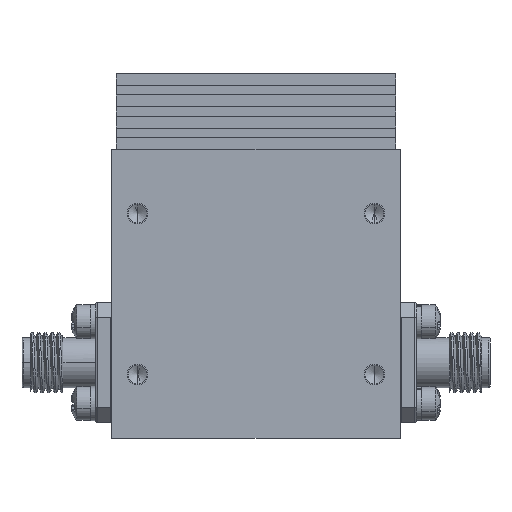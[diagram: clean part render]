
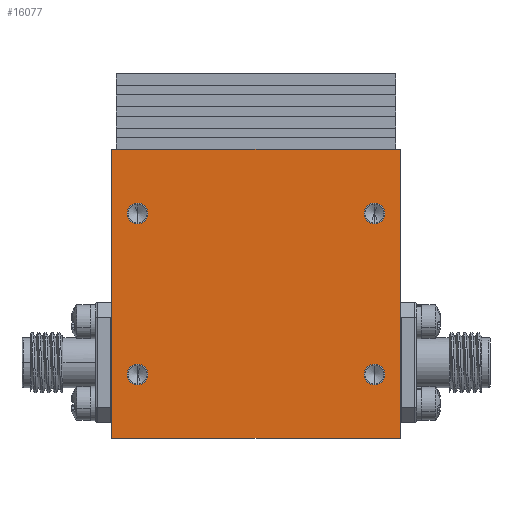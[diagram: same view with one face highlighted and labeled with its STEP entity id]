
A CAD part, front view. The second image highlights one B-rep face of the part: STEP entity #16077.
In plain terms, the highlighted planar face has unit normal (0, -1, 0).
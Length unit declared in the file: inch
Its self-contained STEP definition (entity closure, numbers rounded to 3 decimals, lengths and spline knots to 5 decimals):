
#101 = CIRCLE ( 'NONE', #24702, 0.043 ) ;
#963 = ORIENTED_EDGE ( 'NONE', *, *, #19880, .F. ) ;
#1012 = CIRCLE ( 'NONE', #11380, 0.043 ) ;
#1210 = DIRECTION ( 'NONE',  ( 0., 0., -1. ) ) ;
#1211 = DIRECTION ( 'NONE',  ( 0., 0., -1. ) ) ;
#1800 = EDGE_CURVE ( 'NONE', #24501, #13708, #20511, .T. ) ;
#1931 = CARTESIAN_POINT ( 'NONE',  ( 0.038, -0.21919, -0.20972 ) ) ;
#2095 = DIRECTION ( 'NONE',  ( 0., 0., -1. ) ) ;
#2404 = EDGE_CURVE ( 'NONE', #23191, #12776, #14995, .T. ) ;
#2491 = DIRECTION ( 'NONE',  ( 0., -1., 0. ) ) ;
#2559 = DIRECTION ( 'NONE',  ( 0., 0., -1. ) ) ;
#2899 = DIRECTION ( 'NONE',  ( 0., 0., -1. ) ) ;
#3082 = ORIENTED_EDGE ( 'NONE', *, *, #24598, .F. ) ;
#3339 = CARTESIAN_POINT ( 'NONE',  ( -1.05452, -0.21919, -1.14476 ) ) ;
#3928 = LINE ( 'NONE', #17108, #9145 ) ;
#4250 = EDGE_LOOP ( 'NONE', ( #3082, #28986, #5254, #19235 ) ) ;
#4286 = DIRECTION ( 'NONE',  ( 0., 0., -1. ) ) ;
#4729 = DIRECTION ( 'NONE',  ( 0., 0., -1. ) ) ;
#4963 = ORIENTED_EDGE ( 'NONE', *, *, #1800, .F. ) ;
#5005 = CARTESIAN_POINT ( 'NONE',  ( -1.05452, -0.21919, 0.05603 ) ) ;
#5026 = VECTOR ( 'NONE', #19415, 39.37008 ) ;
#5139 = EDGE_CURVE ( 'NONE', #12776, #23191, #1012, .T. ) ;
#5254 = ORIENTED_EDGE ( 'NONE', *, *, #17555, .F. ) ;
#5297 = FACE_BOUND ( 'NONE', #20063, .T. ) ;
#5375 = VERTEX_POINT ( 'NONE', #8236 ) ;
#5434 = ORIENTED_EDGE ( 'NONE', *, *, #2404, .F. ) ;
#5654 = FACE_BOUND ( 'NONE', #28658, .T. ) ;
#6170 = CARTESIAN_POINT ( 'NONE',  ( 0.038, -0.21919, -0.20972 ) ) ;
#6226 = CARTESIAN_POINT ( 'NONE',  ( 0.14626, -0.21919, -1.14476 ) ) ;
#6638 = VERTEX_POINT ( 'NONE', #6226 ) ;
#8024 = DIRECTION ( 'NONE',  ( 0., -1., 0. ) ) ;
#8236 = CARTESIAN_POINT ( 'NONE',  ( -0.94626, -0.21919, -0.92201 ) ) ;
#8578 = DIRECTION ( 'NONE',  ( 1., 0., 0. ) ) ;
#8788 = CIRCLE ( 'NONE', #22434, 0.043 ) ;
#9145 = VECTOR ( 'NONE', #27552, 39.37008 ) ;
#9781 = VERTEX_POINT ( 'NONE', #23759 ) ;
#9808 = CIRCLE ( 'NONE', #13635, 0.043 ) ;
#10155 = CARTESIAN_POINT ( 'NONE',  ( -0.94626, -0.21919, -0.16672 ) ) ;
#11127 = CARTESIAN_POINT ( 'NONE',  ( -0.94626, -0.21919, -0.25272 ) ) ;
#11266 = LINE ( 'NONE', #28904, #32064 ) ;
#11329 = ORIENTED_EDGE ( 'NONE', *, *, #31848, .F. ) ;
#11380 = AXIS2_PLACEMENT_3D ( 'NONE', #1931, #12365, #2095 ) ;
#11460 = CARTESIAN_POINT ( 'NONE',  ( -0.94626, -0.21919, -0.20972 ) ) ;
#12365 = DIRECTION ( 'NONE',  ( 0., -1., 0. ) ) ;
#12676 = CARTESIAN_POINT ( 'NONE',  ( -0.94626, -0.21919, -0.20972 ) ) ;
#12776 = VERTEX_POINT ( 'NONE', #22658 ) ;
#12948 = ORIENTED_EDGE ( 'NONE', *, *, #21039, .F. ) ;
#13307 = VERTEX_POINT ( 'NONE', #5005 ) ;
#13342 = FACE_BOUND ( 'NONE', #29368, .T. ) ;
#13635 = AXIS2_PLACEMENT_3D ( 'NONE', #25502, #18298, #2899 ) ;
#13689 = DIRECTION ( 'NONE',  ( 0., -1., 0. ) ) ;
#13708 = VERTEX_POINT ( 'NONE', #19679 ) ;
#14045 = LINE ( 'NONE', #32358, #25074 ) ;
#14702 = DIRECTION ( 'NONE',  ( 0., 0., -1. ) ) ;
#14818 = AXIS2_PLACEMENT_3D ( 'NONE', #31465, #8024, #18453 ) ;
#14995 = CIRCLE ( 'NONE', #18808, 0.043 ) ;
#15510 = ORIENTED_EDGE ( 'NONE', *, *, #27942, .F. ) ;
#15719 = FACE_OUTER_BOUND ( 'NONE', #4250, .T. ) ;
#16077 = ADVANCED_FACE ( 'NONE', ( #5297, #5654, #29270, #13342, #15719 ), #26522, .T. ) ;
#16409 = ORIENTED_EDGE ( 'NONE', *, *, #5139, .F. ) ;
#16683 = CARTESIAN_POINT ( 'NONE',  ( -1.05452, -0.21919, -1.14476 ) ) ;
#16939 = DIRECTION ( 'NONE',  ( 0., -1., 0. ) ) ;
#17108 = CARTESIAN_POINT ( 'NONE',  ( 0.14626, -0.21919, 0.05603 ) ) ;
#17272 = DIRECTION ( 'NONE',  ( 0., -1., 0. ) ) ;
#17555 = EDGE_CURVE ( 'NONE', #9781, #6638, #3928, .T. ) ;
#18133 = CARTESIAN_POINT ( 'NONE',  ( 0.038, -0.21919, -0.16672 ) ) ;
#18298 = DIRECTION ( 'NONE',  ( 0., -1., 0. ) ) ;
#18453 = DIRECTION ( 'NONE',  ( 0., 0., -1. ) ) ;
#18808 = AXIS2_PLACEMENT_3D ( 'NONE', #6170, #29619, #1211 ) ;
#18976 = CARTESIAN_POINT ( 'NONE',  ( -1.05452, -0.21919, 0.05603 ) ) ;
#19051 = AXIS2_PLACEMENT_3D ( 'NONE', #27388, #17272, #1210 ) ;
#19188 = CIRCLE ( 'NONE', #14818, 0.043 ) ;
#19235 = ORIENTED_EDGE ( 'NONE', *, *, #26008, .F. ) ;
#19415 = DIRECTION ( 'NONE',  ( -1., 0., 0. ) ) ;
#19679 = CARTESIAN_POINT ( 'NONE',  ( 0.038, -0.21919, -0.83601 ) ) ;
#19880 = EDGE_CURVE ( 'NONE', #13708, #24501, #9808, .T. ) ;
#20063 = EDGE_LOOP ( 'NONE', ( #12948, #11329 ) ) ;
#20511 = CIRCLE ( 'NONE', #29255, 0.043 ) ;
#21039 = EDGE_CURVE ( 'NONE', #27939, #25774, #8788, .T. ) ;
#21237 = EDGE_CURVE ( 'NONE', #5375, #33561, #19188, .T. ) ;
#22434 = AXIS2_PLACEMENT_3D ( 'NONE', #12676, #27736, #4286 ) ;
#22658 = CARTESIAN_POINT ( 'NONE',  ( 0.038, -0.21919, -0.25272 ) ) ;
#23191 = VERTEX_POINT ( 'NONE', #18133 ) ;
#23759 = CARTESIAN_POINT ( 'NONE',  ( 0.14626, -0.21919, 0.05603 ) ) ;
#23888 = CARTESIAN_POINT ( 'NONE',  ( -0.94626, -0.21919, -0.83601 ) ) ;
#24501 = VERTEX_POINT ( 'NONE', #33708 ) ;
#24598 = EDGE_CURVE ( 'NONE', #28795, #13307, #11266, .T. ) ;
#24702 = AXIS2_PLACEMENT_3D ( 'NONE', #11460, #16939, #14702 ) ;
#25074 = VECTOR ( 'NONE', #8578, 39.37008 ) ;
#25502 = CARTESIAN_POINT ( 'NONE',  ( 0.038, -0.21919, -0.87901 ) ) ;
#25774 = VERTEX_POINT ( 'NONE', #10155 ) ;
#25778 = CARTESIAN_POINT ( 'NONE',  ( 0.038, -0.21919, -0.87901 ) ) ;
#26008 = EDGE_CURVE ( 'NONE', #13307, #9781, #14045, .T. ) ;
#26160 = DIRECTION ( 'NONE',  ( 0., 0., 1. ) ) ;
#26522 = PLANE ( 'NONE',  #32489 ) ;
#26641 = ORIENTED_EDGE ( 'NONE', *, *, #21237, .F. ) ;
#26730 = CIRCLE ( 'NONE', #19051, 0.043 ) ;
#27388 = CARTESIAN_POINT ( 'NONE',  ( -0.94626, -0.21919, -0.87901 ) ) ;
#27552 = DIRECTION ( 'NONE',  ( 0., 0., -1. ) ) ;
#27736 = DIRECTION ( 'NONE',  ( 0., -1., 0. ) ) ;
#27939 = VERTEX_POINT ( 'NONE', #11127 ) ;
#27942 = EDGE_CURVE ( 'NONE', #33561, #5375, #26730, .T. ) ;
#28658 = EDGE_LOOP ( 'NONE', ( #16409, #5434 ) ) ;
#28795 = VERTEX_POINT ( 'NONE', #16683 ) ;
#28904 = CARTESIAN_POINT ( 'NONE',  ( -1.05452, -0.21919, 0.05603 ) ) ;
#28986 = ORIENTED_EDGE ( 'NONE', *, *, #31548, .F. ) ;
#29077 = EDGE_LOOP ( 'NONE', ( #4963, #963 ) ) ;
#29255 = AXIS2_PLACEMENT_3D ( 'NONE', #25778, #2491, #4729 ) ;
#29270 = FACE_BOUND ( 'NONE', #29077, .T. ) ;
#29368 = EDGE_LOOP ( 'NONE', ( #26641, #15510 ) ) ;
#29619 = DIRECTION ( 'NONE',  ( 0., -1., 0. ) ) ;
#31465 = CARTESIAN_POINT ( 'NONE',  ( -0.94626, -0.21919, -0.87901 ) ) ;
#31548 = EDGE_CURVE ( 'NONE', #6638, #28795, #31903, .T. ) ;
#31848 = EDGE_CURVE ( 'NONE', #25774, #27939, #101, .T. ) ;
#31903 = LINE ( 'NONE', #3339, #5026 ) ;
#32064 = VECTOR ( 'NONE', #26160, 39.37008 ) ;
#32358 = CARTESIAN_POINT ( 'NONE',  ( -1.05452, -0.21919, 0.05603 ) ) ;
#32489 = AXIS2_PLACEMENT_3D ( 'NONE', #18976, #13689, #2559 ) ;
#33561 = VERTEX_POINT ( 'NONE', #23888 ) ;
#33708 = CARTESIAN_POINT ( 'NONE',  ( 0.038, -0.21919, -0.92201 ) ) ;
